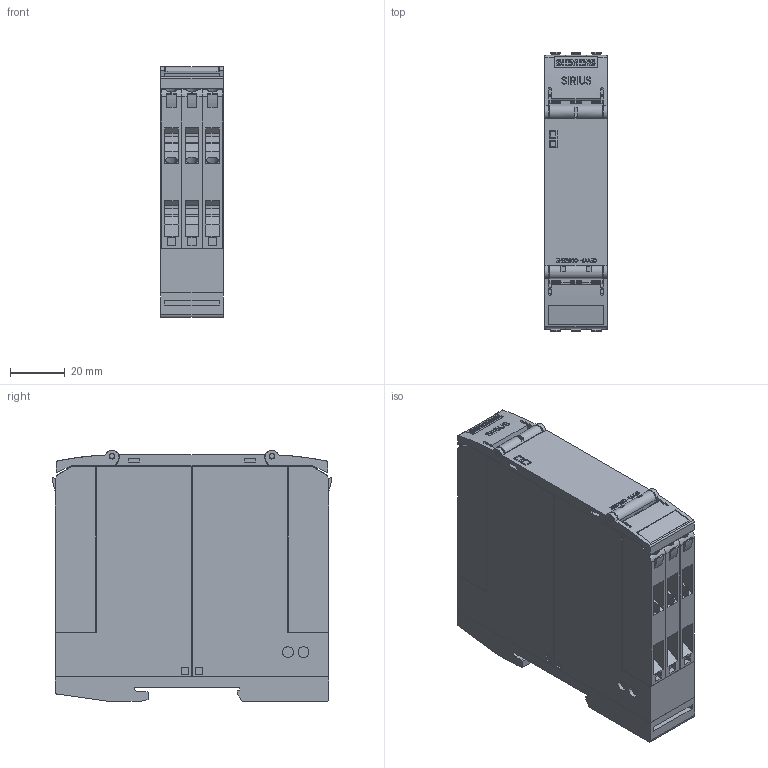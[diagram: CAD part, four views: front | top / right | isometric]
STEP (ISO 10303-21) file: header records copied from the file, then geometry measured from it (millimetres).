
FILE_DESCRIPTION(('STEP AP214'),'1');
FILE_NAME('cctmp_4EAE5C61-2A96-49EB-A37D-B3D8A15C5C81_2023_07_21_11_08_25_0096..stp','2023-07-21T09:08:26',('SIEMENS A&D'),('CADClick - www.CADClick.com'),'Spatial InterOp 3D postprocessed',' ','unknown authorization');
FILE_SCHEMA(('AUTOMOTIVE_DESIGN'));
Length unit declared in the file: millimetre
Products named in the file (1): 2023_07_21_11_08_25_0034
Bounding box: 22.8 x 101.9 x 91.6 mm (x, y, z)
Volume: 184294 mm3; surface area: 54985.9 mm2
Topology: 1 solids, 1 shells, 1671 faces, 4650 edges, 3084 vertices
Faces by surface type: plane 1346, cylinder 273, cone 36, torus 16
Entity records: 59154 total; most frequent: CARTESIAN_POINT 10618, ORIENTED_EDGE 9284, DIRECTION 8623, EDGE_CURVE 4642, LINE 3805, VECTOR 3805, VERTEX_POINT 3084, AXIS2_PLACEMENT_3D 2409
